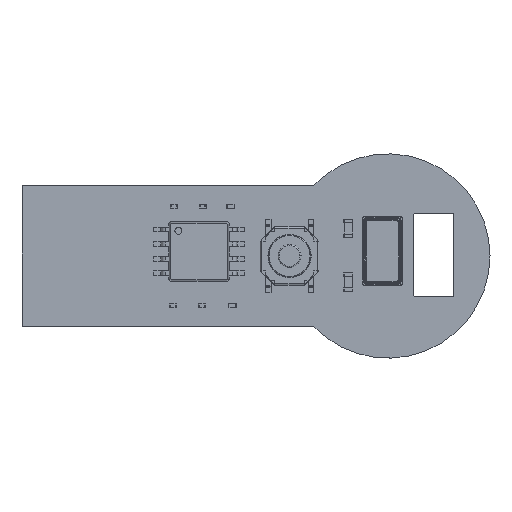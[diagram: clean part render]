
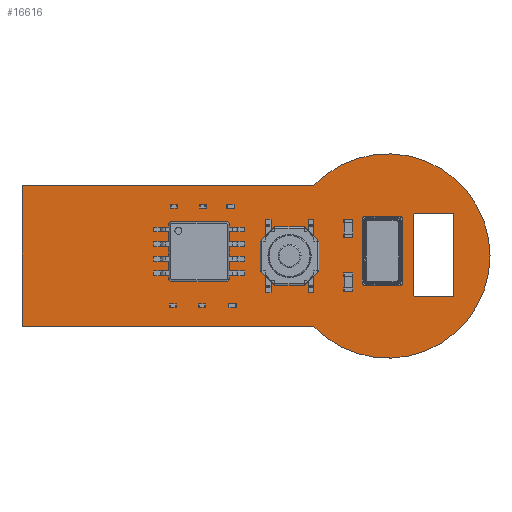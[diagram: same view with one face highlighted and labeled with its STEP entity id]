
A CAD part, top view. The second image highlights one B-rep face of the part: STEP entity #16616.
In plain terms, the highlighted planar face has unit normal (0, 0, 1).
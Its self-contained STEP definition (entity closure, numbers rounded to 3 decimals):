
#16187 = VERTEX_POINT('',#16188);
#16188 = CARTESIAN_POINT('',(5.007,6.1,1.6));
#16194 = EDGE_CURVE('',#16187,#16195,#16197,.T.);
#16195 = VERTEX_POINT('',#16196);
#16196 = CARTESIAN_POINT('',(5.009,-6.103,1.6));
#16197 = CIRCLE('',#16198,8.859);
#16198 = AXIS2_PLACEMENT_3D('',#16199,#16200,#16201);
#16199 = CARTESIAN_POINT('',(11.432,0.,1.6));
#16200 = DIRECTION('',(0.,0.,-1.));
#16201 = DIRECTION('',(-0.725,0.689,-0.));
#16227 = EDGE_CURVE('',#16195,#16228,#16230,.T.);
#16228 = VERTEX_POINT('',#16229);
#16229 = CARTESIAN_POINT('',(5.009,-6.103,1.6));
#16230 = LINE('',#16231,#16232);
#16231 = CARTESIAN_POINT('',(5.009,-6.103,1.6));
#16232 = VECTOR('',#16233,1.);
#16233 = DIRECTION('',(-0.707,-0.707,0.));
#16258 = EDGE_CURVE('',#16228,#16259,#16261,.T.);
#16259 = VERTEX_POINT('',#16260);
#16260 = CARTESIAN_POINT('',(-20.291,-6.103,1.6));
#16261 = LINE('',#16262,#16263);
#16262 = CARTESIAN_POINT('',(5.009,-6.103,1.6));
#16263 = VECTOR('',#16264,1.);
#16264 = DIRECTION('',(-1.,0.,0.));
#16289 = EDGE_CURVE('',#16259,#16290,#16292,.T.);
#16290 = VERTEX_POINT('',#16291);
#16291 = CARTESIAN_POINT('',(-20.291,6.097,1.6));
#16292 = LINE('',#16293,#16294);
#16293 = CARTESIAN_POINT('',(-20.291,-6.103,1.6));
#16294 = VECTOR('',#16295,1.);
#16295 = DIRECTION('',(0.,1.,0.));
#16320 = EDGE_CURVE('',#16290,#16187,#16321,.T.);
#16321 = LINE('',#16322,#16323);
#16322 = CARTESIAN_POINT('',(-20.291,6.097,1.6));
#16323 = VECTOR('',#16324,1.);
#16324 = DIRECTION('',(1.,0.,0.));
#16344 = VERTEX_POINT('',#16345);
#16345 = CARTESIAN_POINT('',(13.795,3.697,1.6));
#16351 = EDGE_CURVE('',#16344,#16352,#16354,.T.);
#16352 = VERTEX_POINT('',#16353);
#16353 = CARTESIAN_POINT('',(13.695,3.597,1.6));
#16354 = CIRCLE('',#16355,0.1);
#16355 = AXIS2_PLACEMENT_3D('',#16356,#16357,#16358);
#16356 = CARTESIAN_POINT('',(13.795,3.597,1.6));
#16357 = DIRECTION('',(0.,0.,1.));
#16358 = DIRECTION('',(0.,1.,-0.));
#16384 = EDGE_CURVE('',#16352,#16385,#16387,.T.);
#16385 = VERTEX_POINT('',#16386);
#16386 = CARTESIAN_POINT('',(13.695,-3.432,1.6));
#16387 = LINE('',#16388,#16389);
#16388 = CARTESIAN_POINT('',(13.695,3.597,1.6));
#16389 = VECTOR('',#16390,1.);
#16390 = DIRECTION('',(0.,-1.,0.));
#16415 = EDGE_CURVE('',#16385,#16416,#16418,.T.);
#16416 = VERTEX_POINT('',#16417);
#16417 = CARTESIAN_POINT('',(13.795,-3.532,1.6));
#16418 = CIRCLE('',#16419,0.1);
#16419 = AXIS2_PLACEMENT_3D('',#16420,#16421,#16422);
#16420 = CARTESIAN_POINT('',(13.795,-3.432,1.6));
#16421 = DIRECTION('',(0.,0.,1.));
#16422 = DIRECTION('',(-1.,0.,0.));
#16448 = EDGE_CURVE('',#16416,#16449,#16451,.T.);
#16449 = VERTEX_POINT('',#16450);
#16450 = CARTESIAN_POINT('',(17.024,-3.532,1.6));
#16451 = LINE('',#16452,#16453);
#16452 = CARTESIAN_POINT('',(13.795,-3.532,1.6));
#16453 = VECTOR('',#16454,1.);
#16454 = DIRECTION('',(1.,0.,0.));
#16479 = EDGE_CURVE('',#16449,#16480,#16482,.T.);
#16480 = VERTEX_POINT('',#16481);
#16481 = CARTESIAN_POINT('',(17.124,-3.432,1.6));
#16482 = CIRCLE('',#16483,0.1);
#16483 = AXIS2_PLACEMENT_3D('',#16484,#16485,#16486);
#16484 = CARTESIAN_POINT('',(17.024,-3.432,1.6));
#16485 = DIRECTION('',(0.,0.,1.));
#16486 = DIRECTION('',(0.,-1.,0.));
#16512 = EDGE_CURVE('',#16480,#16513,#16515,.T.);
#16513 = VERTEX_POINT('',#16514);
#16514 = CARTESIAN_POINT('',(17.124,3.597,1.6));
#16515 = LINE('',#16516,#16517);
#16516 = CARTESIAN_POINT('',(17.124,-3.432,1.6));
#16517 = VECTOR('',#16518,1.);
#16518 = DIRECTION('',(0.,1.,0.));
#16543 = EDGE_CURVE('',#16513,#16544,#16546,.T.);
#16544 = VERTEX_POINT('',#16545);
#16545 = CARTESIAN_POINT('',(17.024,3.697,1.6));
#16546 = CIRCLE('',#16547,0.1);
#16547 = AXIS2_PLACEMENT_3D('',#16548,#16549,#16550);
#16548 = CARTESIAN_POINT('',(17.024,3.597,1.6));
#16549 = DIRECTION('',(0.,0.,1.));
#16550 = DIRECTION('',(1.,0.,0.));
#16576 = EDGE_CURVE('',#16544,#16344,#16577,.T.);
#16577 = LINE('',#16578,#16579);
#16578 = CARTESIAN_POINT('',(17.024,3.697,1.6));
#16579 = VECTOR('',#16580,1.);
#16580 = DIRECTION('',(-1.,0.,0.));
#16616 = ADVANCED_FACE('',(#16617,#16624),#16634,.T.);
#16617 = FACE_BOUND('',#16618,.F.);
#16618 = EDGE_LOOP('',(#16619,#16620,#16621,#16622,#16623));
#16619 = ORIENTED_EDGE('',*,*,#16194,.T.);
#16620 = ORIENTED_EDGE('',*,*,#16227,.T.);
#16621 = ORIENTED_EDGE('',*,*,#16258,.T.);
#16622 = ORIENTED_EDGE('',*,*,#16289,.T.);
#16623 = ORIENTED_EDGE('',*,*,#16320,.T.);
#16624 = FACE_BOUND('',#16625,.F.);
#16625 = EDGE_LOOP('',(#16626,#16627,#16628,#16629,#16630,#16631,#16632,
    #16633));
#16626 = ORIENTED_EDGE('',*,*,#16351,.T.);
#16627 = ORIENTED_EDGE('',*,*,#16384,.T.);
#16628 = ORIENTED_EDGE('',*,*,#16415,.T.);
#16629 = ORIENTED_EDGE('',*,*,#16448,.T.);
#16630 = ORIENTED_EDGE('',*,*,#16479,.T.);
#16631 = ORIENTED_EDGE('',*,*,#16512,.T.);
#16632 = ORIENTED_EDGE('',*,*,#16543,.T.);
#16633 = ORIENTED_EDGE('',*,*,#16576,.T.);
#16634 = PLANE('',#16635);
#16635 = AXIS2_PLACEMENT_3D('',#16636,#16637,#16638);
#16636 = CARTESIAN_POINT('',(0.,0.,1.6));
#16637 = DIRECTION('',(0.,0.,1.));
#16638 = DIRECTION('',(1.,0.,-0.));
